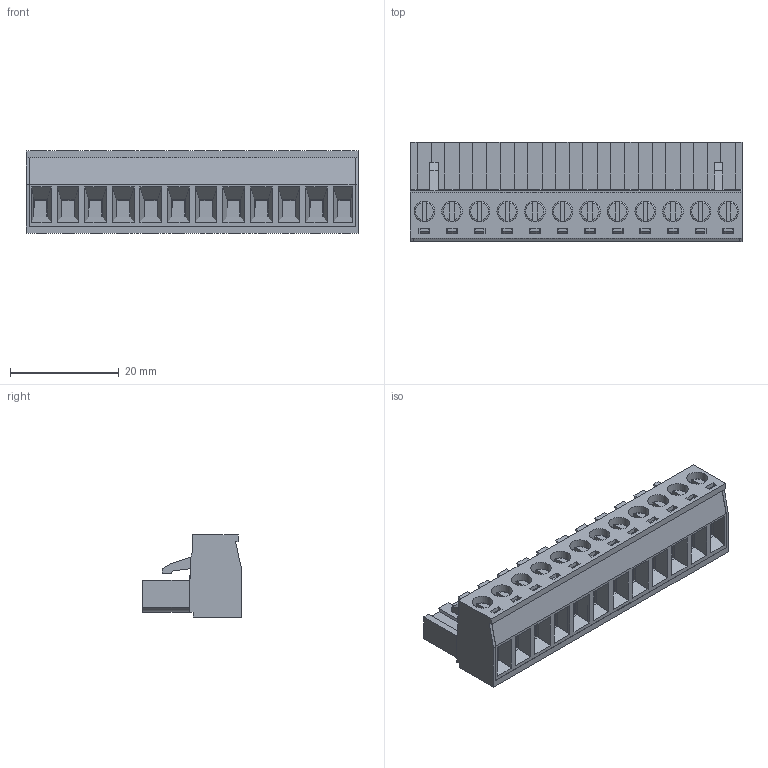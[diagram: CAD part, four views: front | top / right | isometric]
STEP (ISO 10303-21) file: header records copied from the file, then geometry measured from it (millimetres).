
FILE_DESCRIPTION(/* description */ ('Unknown'),/* implementation_level */ '2;1');
FILE_NAME(/* name */ '691351500012',/* time_stamp */ '2021-01-04T16:12:15+01:00',/* author */ ('Unknown'),/* organization */ ('Unknown'),/* preprocessor_version */ 'ST-DEVELOPER v16.7',/* originating_system */ 'DEX',/* authorisation */ $);
FILE_SCHEMA (('CONFIG_CONTROL_DESIGN','AUTOMOTIVE_DESIGN {1 0 10303 214 3 1 1}'));
Length unit declared in the file: millimetre
Products named in the file (6): 6913515000xx; 691351500012; 6913515000xx_CAGE; 6913515000xx_PIN; 6913515000xx_VIS; 691351500012_CAPOT
Assembly tree (38 placements, depth 2):
  6913515000xx
    691351500012
    6913515000xx_CAGE  x12
    6913515000xx_PIN  x12
    6913515000xx_VIS  x12
    691351500012_CAPOT
Bounding box: 61.06 x 18.2 x 15.1 mm (x, y, z)
Volume: 6875.7 mm3; surface area: 18614.8 mm2
Topology: 38 solids, 38 shells, 2786 faces, 7567 edges, 4940 vertices
Faces by surface type: plane 2056, cylinder 670, torus 36, cone 24
Full cylindrical faces by diameter (mm): 1.6 x12, 2.2 x12, 2.5 x12, 2.9 x12, 2.95 x12, 3 x12, 3.8 x24
Entity records: 44416 total; most frequent: CARTESIAN_POINT 7777, ORIENTED_EDGE 7554, DIRECTION 7070, EDGE_CURVE 3777, LINE 3404, VECTOR 3404, VERTEX_POINT 2492, AXIS2_PLACEMENT_3D 1833
